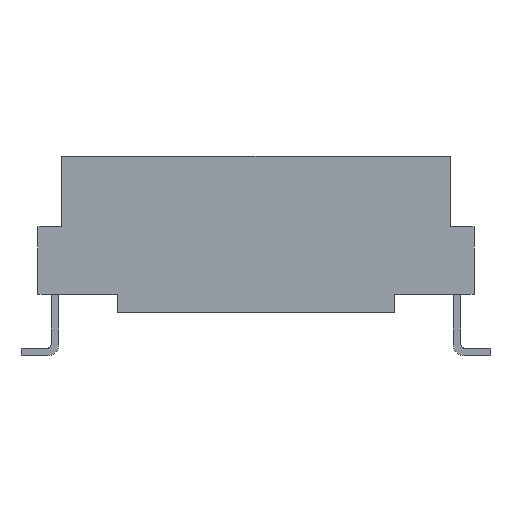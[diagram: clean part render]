
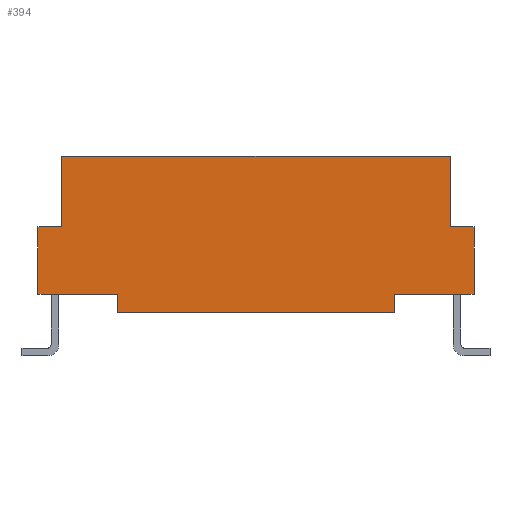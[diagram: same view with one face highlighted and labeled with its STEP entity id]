
A CAD part, front view. The second image highlights one B-rep face of the part: STEP entity #394.
In plain terms, the highlighted planar face has unit normal (0, -1, 0).
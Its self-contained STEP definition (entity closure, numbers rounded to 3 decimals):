
#394 = ADVANCED_FACE( '', ( #1058 ), #1059, .T. );
#1058 = FACE_OUTER_BOUND( '', #2028, .T. );
#1059 = PLANE( '', #2029 );
#2028 = EDGE_LOOP( '', ( #3191, #3192, #3193, #3194, #3195, #3196, #3197, #3198, #3199, #3200, #3201, #3202 ) );
#2029 = AXIS2_PLACEMENT_3D( '', #3203, #3204, #3205 );
#3191 = ORIENTED_EDGE( '', *, *, #6145, .T. );
#3192 = ORIENTED_EDGE( '', *, *, #6146, .T. );
#3193 = ORIENTED_EDGE( '', *, *, #6147, .F. );
#3194 = ORIENTED_EDGE( '', *, *, #6148, .F. );
#3195 = ORIENTED_EDGE( '', *, *, #6149, .F. );
#3196 = ORIENTED_EDGE( '', *, *, #6150, .F. );
#3197 = ORIENTED_EDGE( '', *, *, #6055, .T. );
#3198 = ORIENTED_EDGE( '', *, *, #6151, .F. );
#3199 = ORIENTED_EDGE( '', *, *, #6152, .T. );
#3200 = ORIENTED_EDGE( '', *, *, #6153, .T. );
#3201 = ORIENTED_EDGE( '', *, *, #6154, .F. );
#3202 = ORIENTED_EDGE( '', *, *, #6155, .T. );
#3203 = CARTESIAN_POINT( '', ( 6.325, -8.75, 2.3 ) );
#3204 = DIRECTION( '', ( 0., -1., 0. ) );
#3205 = DIRECTION( '', ( 1., 0., 0. ) );
#6055 = EDGE_CURVE( '', #7233, #7231, #7234, .T. );
#6145 = EDGE_CURVE( '', #7387, #7388, #7389, .T. );
#6146 = EDGE_CURVE( '', #7388, #7390, #7391, .T. );
#6147 = EDGE_CURVE( '', #7392, #7390, #7393, .T. );
#6148 = EDGE_CURVE( '', #7394, #7392, #7395, .T. );
#6149 = EDGE_CURVE( '', #7396, #7394, #7397, .T. );
#6150 = EDGE_CURVE( '', #7233, #7396, #7398, .T. );
#6151 = EDGE_CURVE( '', #7399, #7231, #7400, .T. );
#6152 = EDGE_CURVE( '', #7399, #7401, #7402, .T. );
#6153 = EDGE_CURVE( '', #7401, #7403, #7404, .T. );
#6154 = EDGE_CURVE( '', #7405, #7403, #7406, .T. );
#6155 = EDGE_CURVE( '', #7405, #7387, #7407, .T. );
#7231 = VERTEX_POINT( '', #8979 );
#7233 = VERTEX_POINT( '', #8982 );
#7234 = LINE( '', #8983, #8984 );
#7387 = VERTEX_POINT( '', #9232 );
#7388 = VERTEX_POINT( '', #9233 );
#7389 = LINE( '', #9234, #9235 );
#7390 = VERTEX_POINT( '', #9236 );
#7391 = LINE( '', #9237, #9238 );
#7392 = VERTEX_POINT( '', #9239 );
#7393 = LINE( '', #9240, #9241 );
#7394 = VERTEX_POINT( '', #9242 );
#7395 = LINE( '', #9243, #9244 );
#7396 = VERTEX_POINT( '', #9245 );
#7397 = LINE( '', #9246, #9247 );
#7398 = LINE( '', #9248, #9249 );
#7399 = VERTEX_POINT( '', #9250 );
#7400 = LINE( '', #9251, #9252 );
#7401 = VERTEX_POINT( '', #9253 );
#7402 = LINE( '', #9254, #9255 );
#7403 = VERTEX_POINT( '', #9256 );
#7404 = LINE( '', #9257, #9258 );
#7405 = VERTEX_POINT( '', #9259 );
#7406 = LINE( '', #9260, #9261 );
#7407 = LINE( '', #9262, #9263 );
#8979 = CARTESIAN_POINT( '', ( 4.5, -8.75, -2.2 ) );
#8982 = CARTESIAN_POINT( '', ( 4.5, -8.75, -2.8 ) );
#8983 = CARTESIAN_POINT( '', ( 4.5, -8.75, -2.8 ) );
#8984 = VECTOR( '', #11748, 1000. );
#9232 = CARTESIAN_POINT( '', ( -6.325, -8.75, 2.3 ) );
#9233 = CARTESIAN_POINT( '', ( -6.325, -8.75, 0. ) );
#9234 = CARTESIAN_POINT( '', ( -6.325, -8.75, 2.3 ) );
#9235 = VECTOR( '', #11826, 1000. );
#9236 = CARTESIAN_POINT( '', ( -7.1, -8.75, 0. ) );
#9237 = CARTESIAN_POINT( '', ( 7.1, -8.75, 0. ) );
#9238 = VECTOR( '', #11827, 1000. );
#9239 = CARTESIAN_POINT( '', ( -7.1, -8.75, -2.2 ) );
#9240 = CARTESIAN_POINT( '', ( -7.1, -8.75, -2.2 ) );
#9241 = VECTOR( '', #11828, 1000. );
#9242 = CARTESIAN_POINT( '', ( -4.5, -8.75, -2.2 ) );
#9243 = CARTESIAN_POINT( '', ( 7.1, -8.75, -2.2 ) );
#9244 = VECTOR( '', #11829, 1000. );
#9245 = CARTESIAN_POINT( '', ( -4.5, -8.75, -2.8 ) );
#9246 = CARTESIAN_POINT( '', ( -4.5, -8.75, -2.8 ) );
#9247 = VECTOR( '', #11830, 1000. );
#9248 = CARTESIAN_POINT( '', ( 4.5, -8.75, -2.8 ) );
#9249 = VECTOR( '', #11831, 1000. );
#9250 = CARTESIAN_POINT( '', ( 7.1, -8.75, -2.2 ) );
#9251 = CARTESIAN_POINT( '', ( 7.1, -8.75, -2.2 ) );
#9252 = VECTOR( '', #11832, 1000. );
#9253 = CARTESIAN_POINT( '', ( 7.1, -8.75, 0. ) );
#9254 = CARTESIAN_POINT( '', ( 7.1, -8.75, -2.2 ) );
#9255 = VECTOR( '', #11833, 1000. );
#9256 = CARTESIAN_POINT( '', ( 6.325, -8.75, 0. ) );
#9257 = CARTESIAN_POINT( '', ( 7.1, -8.75, 0. ) );
#9258 = VECTOR( '', #11834, 1000. );
#9259 = CARTESIAN_POINT( '', ( 6.325, -8.75, 2.3 ) );
#9260 = CARTESIAN_POINT( '', ( 6.325, -8.75, 2.3 ) );
#9261 = VECTOR( '', #11835, 1000. );
#9262 = CARTESIAN_POINT( '', ( 6.325, -8.75, 2.3 ) );
#9263 = VECTOR( '', #11836, 1000. );
#11748 = DIRECTION( '', ( 0., 0., 1. ) );
#11826 = DIRECTION( '', ( 0., 0., -1. ) );
#11827 = DIRECTION( '', ( -1., 0., 0. ) );
#11828 = DIRECTION( '', ( 0., 0., 1. ) );
#11829 = DIRECTION( '', ( -1., 0., 0. ) );
#11830 = DIRECTION( '', ( 0., 0., 1. ) );
#11831 = DIRECTION( '', ( -1., 0., 0. ) );
#11832 = DIRECTION( '', ( -1., 0., 0. ) );
#11833 = DIRECTION( '', ( 0., 0., 1. ) );
#11834 = DIRECTION( '', ( -1., 0., 0. ) );
#11835 = DIRECTION( '', ( 0., 0., -1. ) );
#11836 = DIRECTION( '', ( -1., 0., 0. ) );
